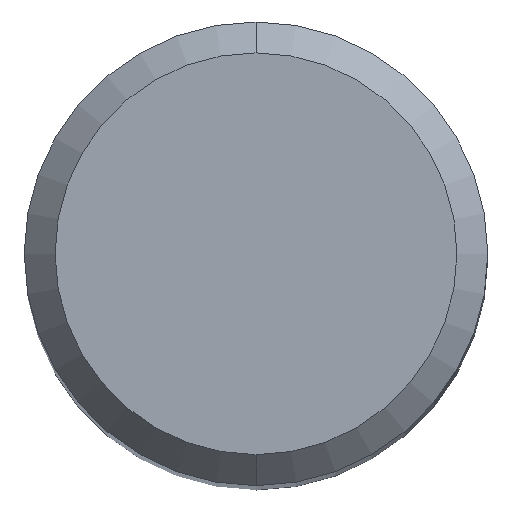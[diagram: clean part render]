
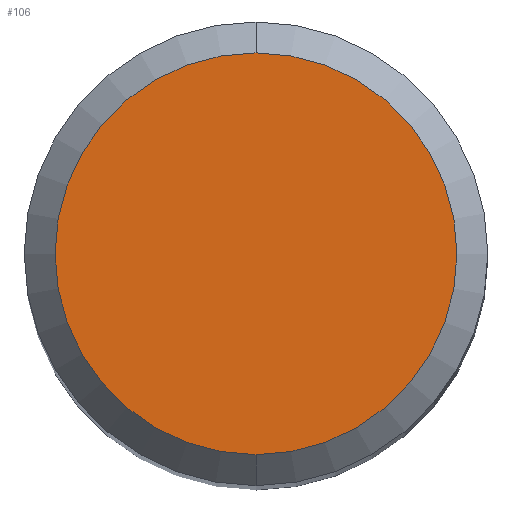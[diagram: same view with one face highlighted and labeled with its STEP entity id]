
A CAD part, top view. The second image highlights one B-rep face of the part: STEP entity #106.
In plain terms, the highlighted planar face has unit normal (0, 0, 1).
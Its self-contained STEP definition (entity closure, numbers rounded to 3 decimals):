
#106=ADVANCED_FACE('',(#244),#245,.T.);
#130=VERTEX_POINT('',#273);
#132=EDGE_CURVE('',#208,#130,#275,.T.);
#142=EDGE_CURVE('',#130,#208,#285,.T.);
#208=VERTEX_POINT('',#361);
#244=FACE_OUTER_BOUND('',#393,.T.);
#245=PLANE('',#394);
#273=CARTESIAN_POINT('',(0.0,2.6,0.01));
#275=CIRCLE('',#433,2.6);
#285=CIRCLE('',#447,2.6);
#361=CARTESIAN_POINT('',(0.,-2.6,0.01));
#393=EDGE_LOOP('',(#558,#559));
#394=AXIS2_PLACEMENT_3D('',#560,#561,#562);
#433=AXIS2_PLACEMENT_3D('',#595,#596,#597);
#447=AXIS2_PLACEMENT_3D('',#607,#608,#609);
#558=ORIENTED_EDGE('',*,*,#142,.F.);
#559=ORIENTED_EDGE('',*,*,#132,.F.);
#560=CARTESIAN_POINT('',(0.0,1.3,0.01));
#561=DIRECTION('',(-0.0,0.0,1.0));
#562=DIRECTION('',(0.0,-1.0,0.0));
#595=CARTESIAN_POINT('',(0.0,0.0,0.01));
#596=DIRECTION('',(0.0,0.0,-1.0));
#597=DIRECTION('',(0.0,1.0,0.0));
#607=CARTESIAN_POINT('',(0.0,0.0,0.01));
#608=DIRECTION('',(0.0,0.0,-1.0));
#609=DIRECTION('',(0.0,1.0,0.0));
